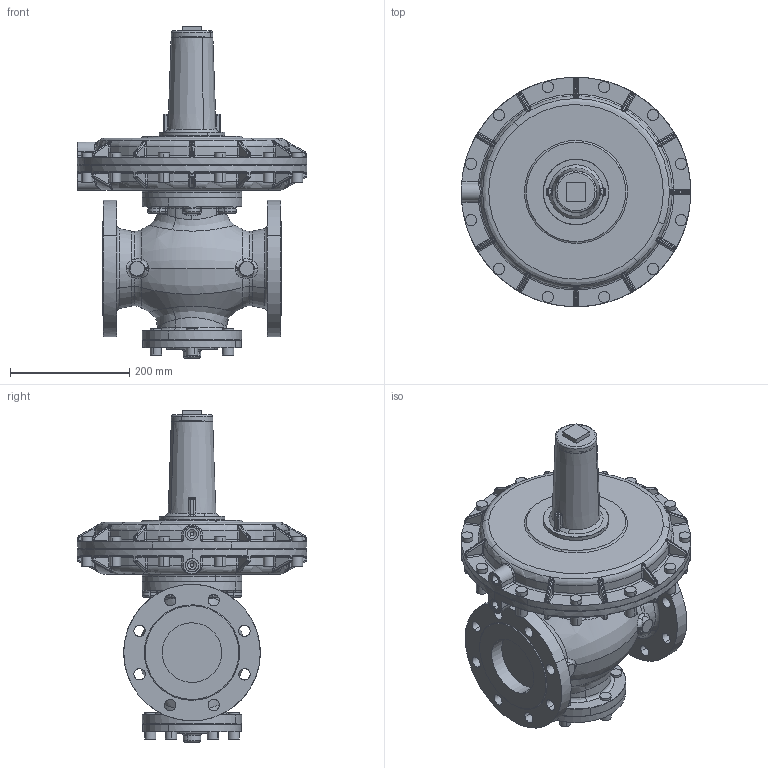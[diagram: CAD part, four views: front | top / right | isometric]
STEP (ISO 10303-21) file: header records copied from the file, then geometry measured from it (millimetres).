
FILE_DESCRIPTION(('CATIA V5 STEP Exchange'),'2;1');
FILE_NAME('R100-R100-U DN100 390 ANSI.stp','2023-10-20T10:38:11+00:00',('none'),('none'),'CATIA Version 5-6 Release 2018 SP2','CATIA V5 STEP AP203','none');
FILE_SCHEMA(('CONFIG_CONTROL_DESIGN'));
Products named in the file (1): Product1
Assembly tree (2 placements, depth 2):
  Product1
    #57
    #58094
Bounding box: 385 x 385 x 557 mm (x, y, z)
Volume: 17002288.2 mm3; surface area: 814333.9 mm2
Topology: 3 solids, 11 shells, 1269 faces, 3017 edges, 1694 vertices
Faces by surface type: cylinder 401, bspline 286, torus 232, plane 187, sphere 97, cone 58, revolution 8
Entity records: 59626 total; most frequent: CARTESIAN_POINT 35887, ORIENTED_EDGE 5790, DIRECTION 3045, EDGE_CURVE 2895, AXIS2_PLACEMENT_3D 1835, VERTEX_POINT 1694, EDGE_LOOP 1355, CIRCLE 1272
